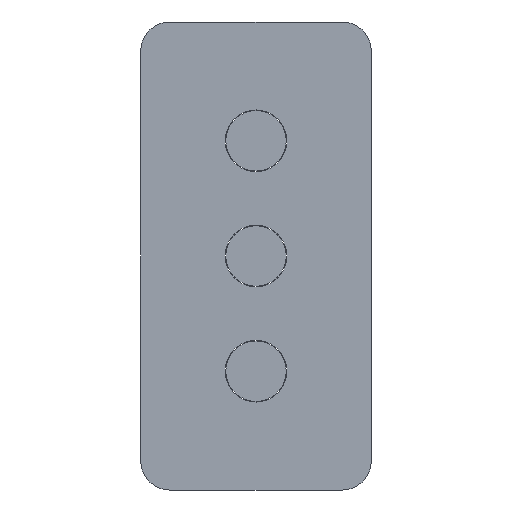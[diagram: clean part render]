
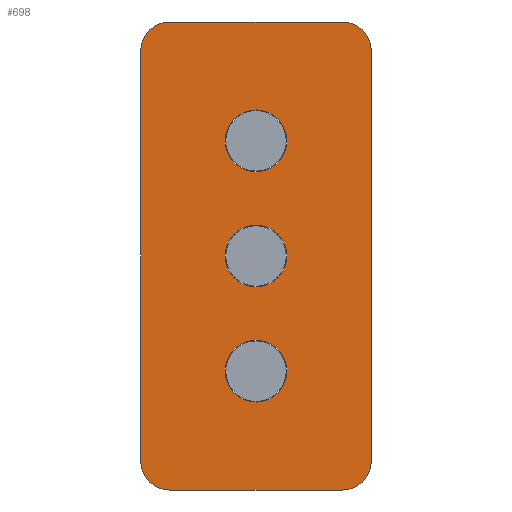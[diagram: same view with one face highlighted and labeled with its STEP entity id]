
A CAD part, left-side view. The second image highlights one B-rep face of the part: STEP entity #698.
In plain terms, the highlighted planar face has unit normal (-1, 0, 0).
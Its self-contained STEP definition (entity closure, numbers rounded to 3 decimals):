
#1=CARTESIAN_POINT('',(0.,60.,142.5));
#2=DIRECTION('',(-1.,0.,0.));
#3=DIRECTION('',(0.,0.,1.));
#4=AXIS2_PLACEMENT_3D('',#1,#2,#3);
#6=DIRECTION('',(0.,-1.,0.));
#7=VECTOR('',#6,120.);
#8=CARTESIAN_POINT('',(0.,60.,162.5));
#9=LINE('',#8,#7);
#10=CARTESIAN_POINT('',(0.,-60.,142.5));
#11=DIRECTION('',(-1.,0.,0.));
#12=DIRECTION('',(0.,-1.,0.));
#13=AXIS2_PLACEMENT_3D('',#10,#11,#12);
#15=DIRECTION('',(0.,0.,-1.));
#16=VECTOR('',#15,285.);
#17=CARTESIAN_POINT('',(0.,-80.,142.5));
#18=LINE('',#17,#16);
#19=CARTESIAN_POINT('',(0.,-60.,-142.5));
#20=DIRECTION('',(-1.,0.,0.));
#21=DIRECTION('',(0.,0.,-1.));
#22=AXIS2_PLACEMENT_3D('',#19,#20,#21);
#24=DIRECTION('',(0.,1.,0.));
#25=VECTOR('',#24,120.);
#26=CARTESIAN_POINT('',(0.,-60.,-162.5));
#27=LINE('',#26,#25);
#28=CARTESIAN_POINT('',(0.,60.,-142.5));
#29=DIRECTION('',(-1.,0.,0.));
#30=DIRECTION('',(0.,1.,0.));
#31=AXIS2_PLACEMENT_3D('',#28,#29,#30);
#33=DIRECTION('',(0.,0.,1.));
#34=VECTOR('',#33,285.);
#35=CARTESIAN_POINT('',(0.,80.,-142.5));
#36=LINE('',#35,#34);
#37=CARTESIAN_POINT('',(0.,0.,80.));
#38=DIRECTION('',(1.,0.,0.));
#39=DIRECTION('',(0.,0.,-1.));
#40=AXIS2_PLACEMENT_3D('',#37,#38,#39);
#42=CARTESIAN_POINT('',(0.,0.,80.));
#43=DIRECTION('',(1.,0.,0.));
#44=DIRECTION('',(0.,0.,1.));
#45=AXIS2_PLACEMENT_3D('',#42,#43,#44);
#47=CARTESIAN_POINT('',(0.,0.,0.));
#48=DIRECTION('',(1.,0.,0.));
#49=DIRECTION('',(0.,0.,-1.));
#50=AXIS2_PLACEMENT_3D('',#47,#48,#49);
#52=CARTESIAN_POINT('',(0.,0.,0.));
#53=DIRECTION('',(1.,0.,0.));
#54=DIRECTION('',(0.,0.,1.));
#55=AXIS2_PLACEMENT_3D('',#52,#53,#54);
#57=CARTESIAN_POINT('',(0.,0.,-80.));
#58=DIRECTION('',(1.,0.,0.));
#59=DIRECTION('',(0.,0.,-1.));
#60=AXIS2_PLACEMENT_3D('',#57,#58,#59);
#62=CARTESIAN_POINT('',(0.,0.,-80.));
#63=DIRECTION('',(1.,0.,0.));
#64=DIRECTION('',(0.,0.,1.));
#65=AXIS2_PLACEMENT_3D('',#62,#63,#64);
#521=CARTESIAN_POINT('',(0.,60.,162.5));
#522=CARTESIAN_POINT('',(0.,80.,142.5));
#523=VERTEX_POINT('',#521);
#524=VERTEX_POINT('',#522);
#525=CARTESIAN_POINT('',(0.,80.,-142.5));
#526=CARTESIAN_POINT('',(0.,60.,-162.5));
#527=VERTEX_POINT('',#525);
#528=VERTEX_POINT('',#526);
#529=CARTESIAN_POINT('',(0.,-60.,-162.5));
#530=CARTESIAN_POINT('',(0.,-80.,-142.5));
#531=VERTEX_POINT('',#529);
#532=VERTEX_POINT('',#530);
#533=CARTESIAN_POINT('',(0.,-80.,142.5));
#534=CARTESIAN_POINT('',(0.,-60.,162.5));
#535=VERTEX_POINT('',#533);
#536=VERTEX_POINT('',#534);
#633=CARTESIAN_POINT('',(0.,0.,58.6));
#634=CARTESIAN_POINT('',(0.,0.,101.4));
#635=VERTEX_POINT('',#633);
#636=VERTEX_POINT('',#634);
#637=CARTESIAN_POINT('',(0.,0.,-21.4));
#638=CARTESIAN_POINT('',(0.,0.,21.4));
#639=VERTEX_POINT('',#637);
#640=VERTEX_POINT('',#638);
#641=CARTESIAN_POINT('',(0.,0.,-101.4));
#642=CARTESIAN_POINT('',(0.,0.,-58.6));
#643=VERTEX_POINT('',#641);
#644=VERTEX_POINT('',#642);
#657=CARTESIAN_POINT('',(0.,0.,0.));
#658=DIRECTION('',(1.,0.,0.));
#659=DIRECTION('',(0.,0.,-1.));
#660=AXIS2_PLACEMENT_3D('',#657,#658,#659);
#661=PLANE('',#660);
#663=ORIENTED_EDGE('',*,*,#662,.F.);
#665=ORIENTED_EDGE('',*,*,#664,.T.);
#667=ORIENTED_EDGE('',*,*,#666,.F.);
#669=ORIENTED_EDGE('',*,*,#668,.T.);
#671=ORIENTED_EDGE('',*,*,#670,.F.);
#673=ORIENTED_EDGE('',*,*,#672,.T.);
#675=ORIENTED_EDGE('',*,*,#674,.F.);
#677=ORIENTED_EDGE('',*,*,#676,.T.);
#678=EDGE_LOOP('',(#663,#665,#667,#669,#671,#673,#675,#677));
#679=FACE_OUTER_BOUND('',#678,.F.);
#681=ORIENTED_EDGE('',*,*,#680,.F.);
#683=ORIENTED_EDGE('',*,*,#682,.F.);
#684=EDGE_LOOP('',(#681,#683));
#685=FACE_BOUND('',#684,.F.);
#687=ORIENTED_EDGE('',*,*,#686,.F.);
#689=ORIENTED_EDGE('',*,*,#688,.F.);
#690=EDGE_LOOP('',(#687,#689));
#691=FACE_BOUND('',#690,.F.);
#693=ORIENTED_EDGE('',*,*,#692,.F.);
#695=ORIENTED_EDGE('',*,*,#694,.F.);
#696=EDGE_LOOP('',(#693,#695));
#697=FACE_BOUND('',#696,.F.);
#698=ADVANCED_FACE('',(#679,#685,#691,#697),#661,.F.);
#5=CIRCLE('',#4,20.);
#14=CIRCLE('',#13,20.);
#23=CIRCLE('',#22,20.);
#32=CIRCLE('',#31,20.);
#41=CIRCLE('',#40,21.4);
#46=CIRCLE('',#45,21.4);
#51=CIRCLE('',#50,21.4);
#56=CIRCLE('',#55,21.4);
#61=CIRCLE('',#60,21.4);
#66=CIRCLE('',#65,21.4);
#662=EDGE_CURVE('',#523,#524,#5,.T.);
#664=EDGE_CURVE('',#523,#536,#9,.T.);
#666=EDGE_CURVE('',#535,#536,#14,.T.);
#668=EDGE_CURVE('',#535,#532,#18,.T.);
#670=EDGE_CURVE('',#531,#532,#23,.T.);
#672=EDGE_CURVE('',#531,#528,#27,.T.);
#674=EDGE_CURVE('',#527,#528,#32,.T.);
#676=EDGE_CURVE('',#527,#524,#36,.T.);
#680=EDGE_CURVE('',#635,#636,#41,.T.);
#682=EDGE_CURVE('',#636,#635,#46,.T.);
#686=EDGE_CURVE('',#639,#640,#51,.T.);
#688=EDGE_CURVE('',#640,#639,#56,.T.);
#692=EDGE_CURVE('',#643,#644,#61,.T.);
#694=EDGE_CURVE('',#644,#643,#66,.T.);
